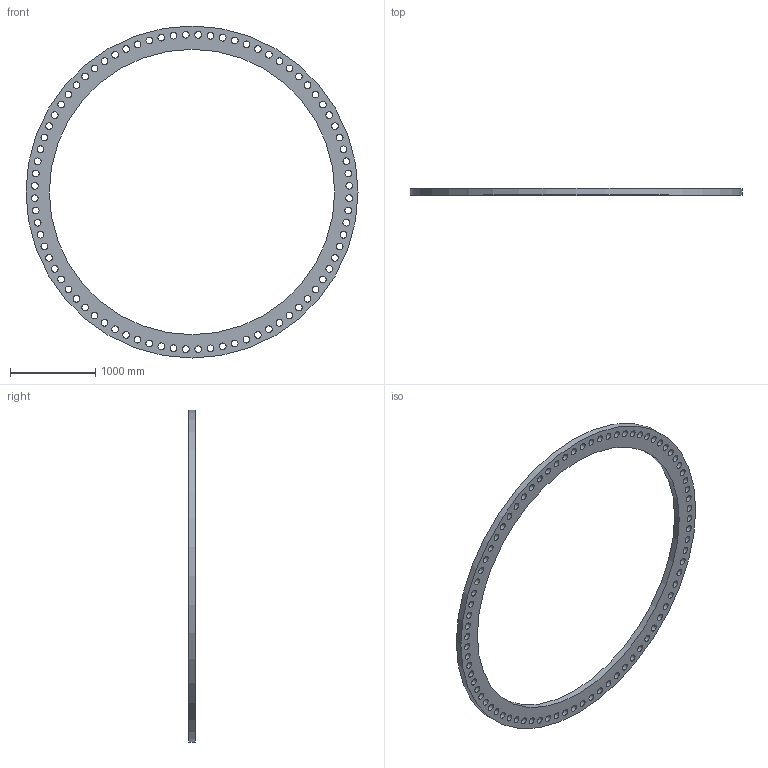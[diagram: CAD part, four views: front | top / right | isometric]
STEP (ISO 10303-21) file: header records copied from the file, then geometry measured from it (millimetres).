
FILE_DESCRIPTION(/* description */ (''),/* implementation_level */ '2;1');
FILE_NAME(/* name */ 'AWWA-C207-B132-S.stp',/* time_stamp */ '2023-11-03T14:18:18-04:00',/* author */ ('Admin'),/* organization */ (''),/* preprocessor_version */ 'ST-DEVELOPER v19',/* originating_system */ 'Autodesk Inventor 2023',/* authorisation */ '');
FILE_SCHEMA (('AUTOMOTIVE_DESIGN { 1 0 10303 214 3 1 1 }'));
Length unit declared in the file: inch
Products named in the file (1): AWWA-C207-B132-S
Bounding box: 3905.25 x 76.2 x 3905.25 mm (x, y, z)
Volume: 207867404.5 mm3; surface area: 8714615.1 mm2
Topology: 1 solids, 1 shells, 84 faces, 246 edges, 164 vertices
Faces by surface type: cylinder 82, plane 2
Full cylindrical faces by diameter (mm): 79.375 x80, 3357.626 x1, 3905.25 x1
Entity records: 3263 total; most frequent: DIRECTION 580, CARTESIAN_POINT 495, ORIENTED_EDGE 492, AXIS2_PLACEMENT_3D 249, EDGE_LOOP 246, EDGE_CURVE 246, CIRCLE 164, VERTEX_POINT 164
